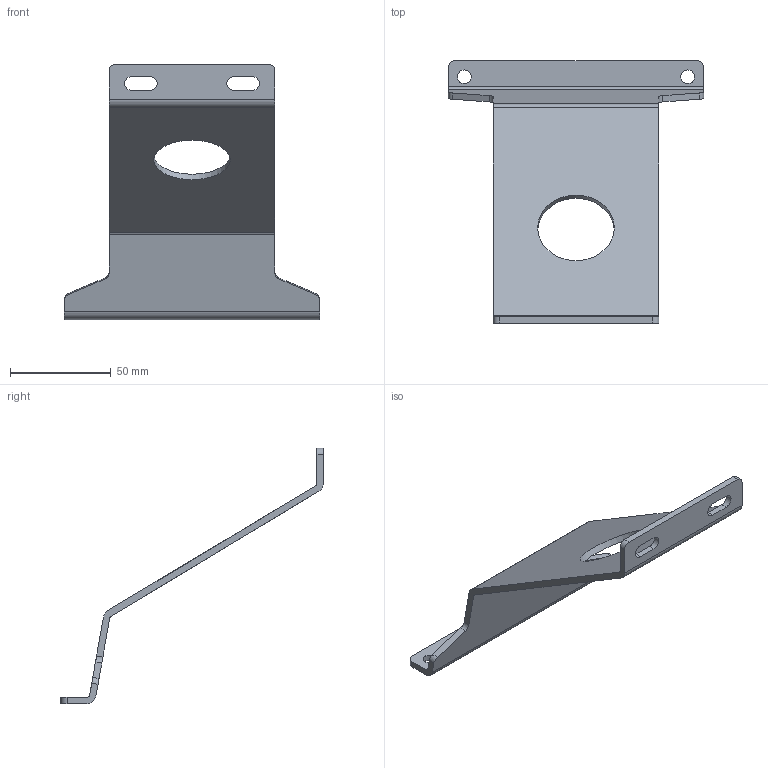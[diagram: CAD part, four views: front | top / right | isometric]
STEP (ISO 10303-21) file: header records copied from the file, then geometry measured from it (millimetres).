
FILE_DESCRIPTION( ( 'Unknown' ), '1' );
FILE_NAME( 'T Brace.stp', 'Unknown', ( 'Unknown' ), ( 'Unknown' ), 'XStep 1.0', 'Unknown', ' ' );
FILE_SCHEMA( ( 'CONFIG_CONTROL_DESIGN' ) );
Length unit declared in the file: millimetre
Products named in the file (1): 1
Bounding box: 127 x 130.7 x 127.06 mm (x, y, z)
Volume: 52215.7 mm3; surface area: 35671.3 mm2
Topology: 1 solids, 1 shells, 41 faces, 120 edges, 81 vertices
Faces by surface type: cylinder 21, plane 20
Full cylindrical faces by diameter (mm): 6.807 x2, 38.1 x1
Entity records: 1402 total; most frequent: DIRECTION 240, CARTESIAN_POINT 234, ORIENTED_EDGE 228, EDGE_CURVE 114, AXIS2_PLACEMENT_3D 84, VERTEX_POINT 78, LINE 72, VECTOR 72
